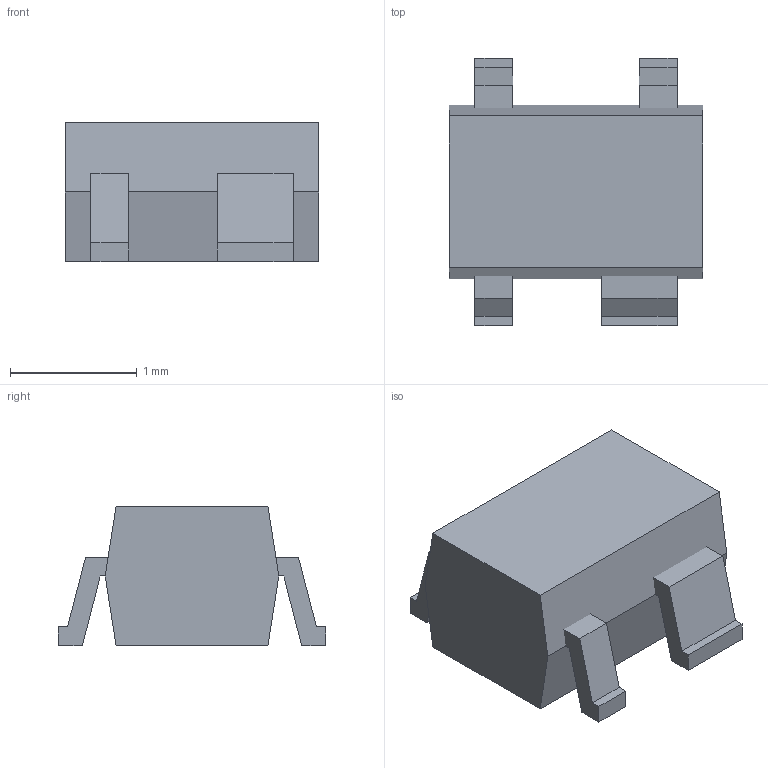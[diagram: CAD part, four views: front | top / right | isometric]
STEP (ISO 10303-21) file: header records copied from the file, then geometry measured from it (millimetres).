
FILE_DESCRIPTION(('FreeCAD Model'),'2;1');
FILE_NAME('Open CASCADE Shape Model','2023-01-19T22:01:35',(''),(''), 'Open CASCADE STEP processor 7.6','FreeCAD','Unknown');
FILE_SCHEMA(('AUTOMOTIVE_DESIGN { 1 0 10303 214 1 1 1 1 }'));
Length unit declared in the file: millimetre
Products named in the file (6): MMM1362; Body001; Body002; Body003; Body004; Body005
Assembly tree (5 placements, depth 2):
  MMM1362
    Body001
    Body002
    Body003
    Body004
    Body005
Bounding box: 2 x 2.11 x 1.1 mm (x, y, z)
Volume: 3.2 mm3; surface area: 18.8 mm2
Topology: 5 solids, 5 shells, 48 faces, 114 edges, 76 vertices
Faces by surface type: plane 48
Entity records: 2985 total; most frequent: CARTESIAN_POINT 472, DIRECTION 450, LINE 342, VECTOR 342, ORIENTED_EDGE 228, PCURVE 228, DEFINITIONAL_REPRESENTATION 228, EDGE_CURVE 114
